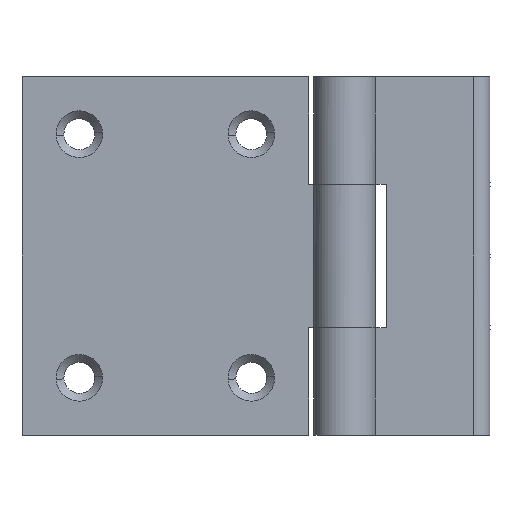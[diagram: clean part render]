
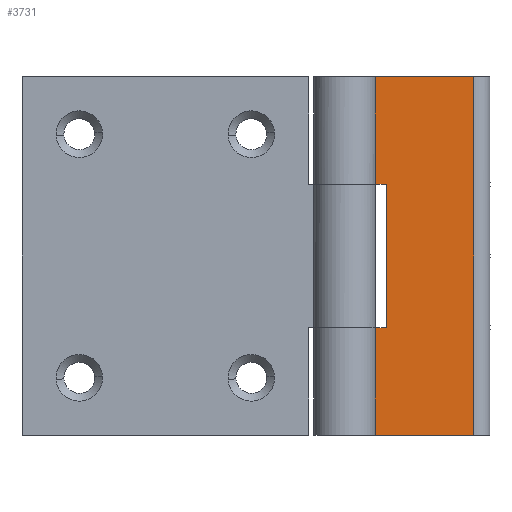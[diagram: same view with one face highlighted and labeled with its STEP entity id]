
A CAD part, front view. The second image highlights one B-rep face of the part: STEP entity #3731.
In plain terms, the highlighted free-form (B-spline) face has degree [1, 1] with [2, 2] control points.
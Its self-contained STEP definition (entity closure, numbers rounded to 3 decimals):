
#3100=CARTESIAN_POINT('',(18.,2.0,50.0));
#3101=VERTEX_POINT('',#3100);
#3117=CARTESIAN_POINT('',(18.,2.0,0.0));
#3118=VERTEX_POINT('',#3117);
#3119=CARTESIAN_POINT('',(18.,2.0,0.0));
#3120=CARTESIAN_POINT('',(18.,2.0,50.0));
#3121=QUASI_UNIFORM_CURVE('',1,(#3119,#3120),.UNSPECIFIED.,.F.,.U.);
#3122=EDGE_CURVE('',#3118,#3101,#3121,.T.);
#3303=CARTESIAN_POINT('',(0.0,2.0,15.0));
#3304=VERTEX_POINT('',#3303);
#3324=CARTESIAN_POINT('',(5.8,2.0,15.0));
#3325=VERTEX_POINT('',#3324);
#3326=CARTESIAN_POINT('',(5.8,2.0,15.0));
#3327=CARTESIAN_POINT('',(0.0,2.0,15.0));
#3328=QUASI_UNIFORM_CURVE('',1,(#3326,#3327),.UNSPECIFIED.,.F.,.U.);
#3329=EDGE_CURVE('',#3325,#3304,#3328,.T.);
#3360=CARTESIAN_POINT('',(5.8,2.0,35.0));
#3361=VERTEX_POINT('',#3360);
#3367=CARTESIAN_POINT('',(0.0,2.0,35.0));
#3368=VERTEX_POINT('',#3367);
#3369=CARTESIAN_POINT('',(0.0,2.0,35.0));
#3370=CARTESIAN_POINT('',(5.8,2.0,35.0));
#3371=QUASI_UNIFORM_CURVE('',1,(#3369,#3370),.UNSPECIFIED.,.F.,.U.);
#3372=EDGE_CURVE('',#3368,#3361,#3371,.T.);
#3436=CARTESIAN_POINT('',(5.8,2.0,35.0));
#3437=CARTESIAN_POINT('',(5.8,2.0,15.0));
#3438=QUASI_UNIFORM_CURVE('',1,(#3436,#3437),.UNSPECIFIED.,.F.,.U.);
#3439=EDGE_CURVE('',#3361,#3325,#3438,.T.);
#3455=CARTESIAN_POINT('',(0.0,2.0,0.0));
#3456=VERTEX_POINT('',#3455);
#3457=CARTESIAN_POINT('',(18.,2.0,0.0));
#3458=CARTESIAN_POINT('',(0.0,2.0,0.0));
#3459=QUASI_UNIFORM_CURVE('',1,(#3457,#3458),.UNSPECIFIED.,.F.,.U.);
#3460=EDGE_CURVE('',#3118,#3456,#3459,.T.);
#3532=CARTESIAN_POINT('',(0.0,2.0,50.0));
#3533=VERTEX_POINT('',#3532);
#3534=CARTESIAN_POINT('',(18.,2.0,50.0));
#3535=CARTESIAN_POINT('',(0.0,2.0,50.0));
#3536=QUASI_UNIFORM_CURVE('',1,(#3534,#3535),.UNSPECIFIED.,.F.,.U.);
#3537=EDGE_CURVE('',#3101,#3533,#3536,.T.);
#3675=CARTESIAN_POINT('',(0.0,2.0,15.0));
#3676=CARTESIAN_POINT('',(0.0,2.0,0.0));
#3677=QUASI_UNIFORM_CURVE('',1,(#3675,#3676),.UNSPECIFIED.,.F.,.U.);
#3678=EDGE_CURVE('',#3304,#3456,#3677,.T.);
#3706=CARTESIAN_POINT('',(0.0,2.0,50.0));
#3707=CARTESIAN_POINT('',(0.0,2.0,35.0));
#3708=QUASI_UNIFORM_CURVE('',1,(#3706,#3707),.UNSPECIFIED.,.F.,.U.);
#3709=EDGE_CURVE('',#3533,#3368,#3708,.T.);
#3716=CARTESIAN_POINT('',(-0.899,2.0,52.497));
#3717=CARTESIAN_POINT('',(-0.899,2.0,-2.498));
#3718=CARTESIAN_POINT('',(18.899,2.0,52.497));
#3719=CARTESIAN_POINT('',(18.899,2.0,-2.498));
#3720=B_SPLINE_SURFACE_WITH_KNOTS('',1,1,((#3716,#3718),(#3717,#3719)),.UNSPECIFIED.,.F.,.F.,.U.,(2,2),(2,2),(0.0,54.995),(0.0,19.798),.UNSPECIFIED.);
#3721=ORIENTED_EDGE('',*,*,#3460,.F.);
#3722=ORIENTED_EDGE('',*,*,#3122,.T.);
#3723=ORIENTED_EDGE('',*,*,#3537,.T.);
#3724=ORIENTED_EDGE('',*,*,#3709,.T.);
#3725=ORIENTED_EDGE('',*,*,#3372,.T.);
#3726=ORIENTED_EDGE('',*,*,#3439,.T.);
#3727=ORIENTED_EDGE('',*,*,#3329,.T.);
#3728=ORIENTED_EDGE('',*,*,#3678,.T.);
#3729=EDGE_LOOP('',(#3721,#3722,#3723,#3724,#3725,#3726,#3727,#3728));
#3730=FACE_OUTER_BOUND('',#3729,.T.);
#3731=ADVANCED_FACE('',(#3730),#3720,.T.);
